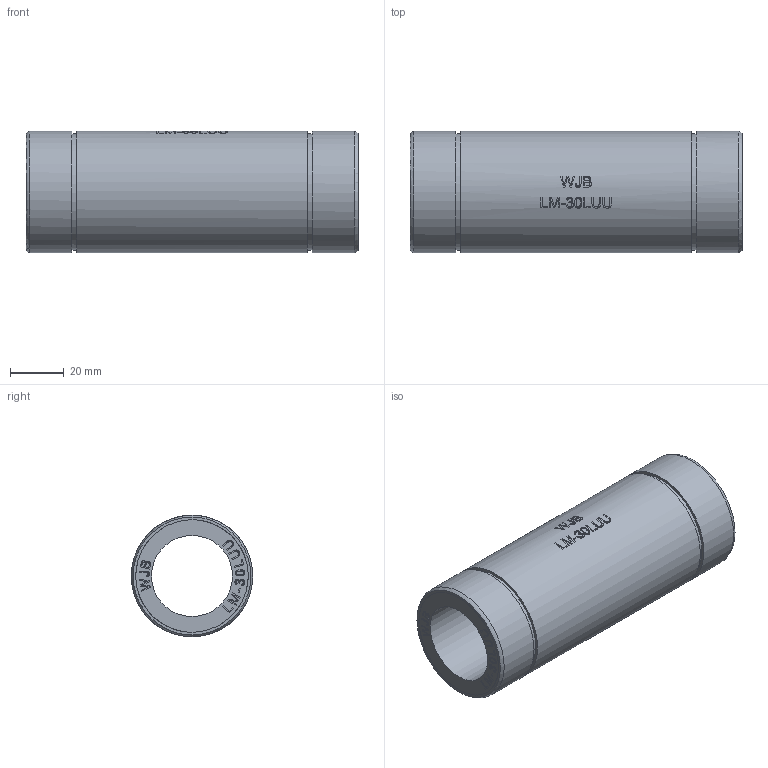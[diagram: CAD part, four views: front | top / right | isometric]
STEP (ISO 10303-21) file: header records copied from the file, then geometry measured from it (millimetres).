
FILE_DESCRIPTION(/* description */ (''),/* implementation_level */ '2;1');
FILE_NAME(/* name */ 'WJB-LM30LUU.stp',/* time_stamp */ '2018-09-04T23:15:57+08:00',/* author */ (''),/* organization */ (''),/* preprocessor_version */ 'ST-DEVELOPER v11',/* originating_system */ 'SIEMENS UGS NX 6.0',/* authorisation */ '');
FILE_SCHEMA (('CONFIG_CONTROL_DESIGN'));
Length unit declared in the file: millimetre
Products named in the file (1): WJB-LM30LUU
Bounding box: 123 x 45 x 45 mm (x, y, z)
Volume: 107855.1 mm3; surface area: 31193.1 mm2
Topology: 1 solids, 1 shells, 300 faces, 766 edges, 516 vertices
Faces by surface type: plane 183, extrusion 93, cylinder 22, torus 2
Full cylindrical faces by diameter (mm): 30 x1, 41.7 x2, 43 x2, 45 x3
Entity records: 12288 total; most frequent: CARTESIAN_POINT 5501, ORIENTED_EDGE 1512, DIRECTION 1003, EDGE_CURVE 756, VERTEX_POINT 516, VECTOR 479, B_SPLINE_CURVE_WITH_KNOTS 409, LINE 386
